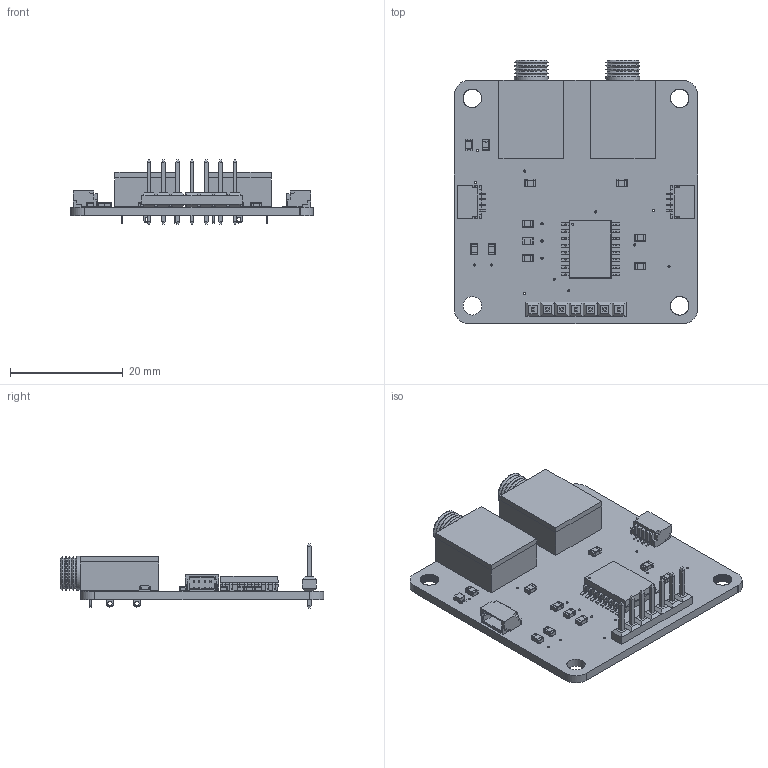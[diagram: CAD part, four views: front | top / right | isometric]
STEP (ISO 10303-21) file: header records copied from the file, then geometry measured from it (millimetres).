
FILE_DESCRIPTION(/* description */ (''),/* implementation_level */ '2;1');
FILE_NAME(/* name */ 'Qwiic_Adaptive_Switch_Input.step',/* time_stamp */ '2022-04-04T14:31:44-07:00',/* author */ (''),/* organization */ (''),/* preprocessor_version */ 'ST-DEVELOPER v18.1',/* originating_system */ 'Autodesk Translation Framework v10.14.0.1471',/* authorisation */ '');
FILE_SCHEMA (('AUTOMOTIVE_DESIGN { 1 0 10303 214 3 1 1 }'));
Length unit declared in the file: millimetre
Products named in the file (54): Qwiic_Adaptive_Switch_Input; Board; Packages; CUI_SJ1-3513; 16SOIC; 29222319; Part 17; Part 16; Part 15; Part 14; Part 13; Part 12; Part 11; Part 10; Part 9; Part 8; Part 7; Part 6; Part 5; Part 4; Part 3; Part 2; Part 1; 0805-MP; Pin1 (1); Pin2 (1); CeramicBody (1); CHIPLED_0805_NOOUTLINE; Fusion; Fillet; CONNECTORS_JST04_1MM_RA; CONNECTORS_1X07_NO_SILK; LABEL-!INT; LABEL-3V; LABEL-ADR0; LABEL-ADR1; LABEL-ADR2; LABEL-GND; LABEL-I2C; LABEL-P0 ...
Assembly tree (73 placements, depth 5):
  Qwiic_Adaptive_Switch_Input
    Board
    Packages
      CUI_SJ1-3513  x2
      16SOIC
        29222319
          Part 17
          Part 16
          Part 15
          Part 14
          Part 13
          Part 12
          Part 11
          Part 10
          Part 9
          Part 8
          Part 7
          Part 6
          Part 5
          Part 4
          Part 3
          Part 2
          Part 1
      CONNECTORS_JST04_1MM_RA  x2
      0805-MP  x10
        Pin1 (1)
        Pin2 (1)
        CeramicBody (1)
      CHIPLED_0805_NOOUTLINE
        Fusion
        Fillet
      CONNECTORS_1X07_NO_SILK
      LABEL-!INT  x2
      LABEL-3V  x2
      LABEL-ADR0
      LABEL-ADR1
      LABEL-ADR2
      LABEL-GND  x2
      LABEL-I2C
      LABEL-P0
      LABEL-P1
      LABEL-P2  x2
      LABEL-P3  x2
      LABEL-PWR
      LABEL-SCL  x2
      LABEL-SDA  x2
      MILADOR_LOGO1  x2
      SWITCH-INPUT  x2
      SWITCH-SW1
      SWITCH-SW2
      LABEL-ADDRESS-27
      LABEL-INT
      MILADOR_QWIIC_SWITCH_SM
      MILADOR_QWIIC_SWITCH
Bounding box: 43.18 x 46.75 x 11.38 mm (x, y, z)
Volume: 5308.2 mm3; surface area: 7500.8 mm2
Topology: 69 solids, 69 shells, 2915 faces, 7757 edges, 4926 vertices
Faces by surface type: plane 2006, cylinder 627, bspline 180, sphere 84, cone 18
Full cylindrical faces by diameter (mm): 0.381 x17, 0.4 x1, 0.75 x6, 1.016 x7, 3.302 x1, 3.6 x2, 6 x10
Entity records: 61896 total; most frequent: CARTESIAN_POINT 11717, ORIENTED_EDGE 10292, DIRECTION 9678, EDGE_CURVE 5146, LINE 4466, VECTOR 4466, VERTEX_POINT 3366, AXIS2_PLACEMENT_3D 2606
